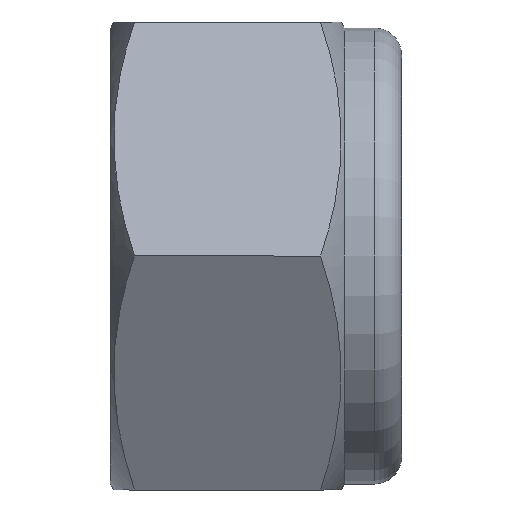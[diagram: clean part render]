
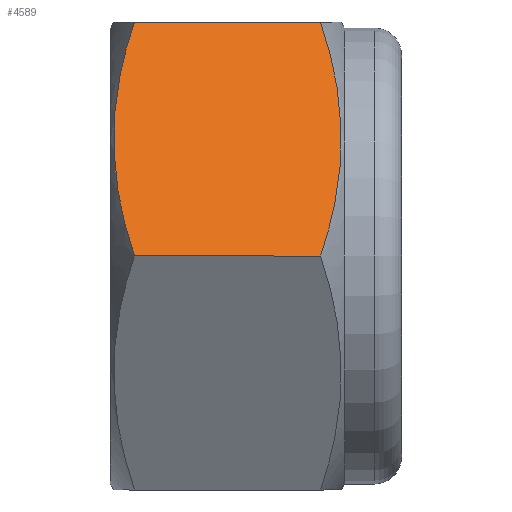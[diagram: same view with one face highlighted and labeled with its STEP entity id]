
A CAD part, left-side view. The second image highlights one B-rep face of the part: STEP entity #4589.
In plain terms, the highlighted planar face has unit normal (-0.866, 0, 0.5).
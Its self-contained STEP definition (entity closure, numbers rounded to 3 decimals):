
#29 = EDGE_CURVE ( 'NONE', #4766, #838, #5181, .T. ) ;
#118 = ORIENTED_EDGE ( 'NONE', *, *, #3352, .F. ) ;
#265 = B_SPLINE_CURVE_WITH_KNOTS ( 'NONE', 3,
 ( #2449, #4122, #4954, #749, #4038, #2419, #4094, #2392 ),
 .UNSPECIFIED., .F., .F.,
 ( 4, 2, 2, 4 ),
 ( 0., 0.002, 0.003, 0.005 ),
 .UNSPECIFIED. ) ;
#349 = CARTESIAN_POINT ( 'NONE',  ( -4.503, -1.55, 0. ) ) ;
#378 = CARTESIAN_POINT ( 'NONE',  ( -3.567, -1.896, 1.622 ) ) ;
#513 = CARTESIAN_POINT ( 'NONE',  ( -4.503, 1.95, 0. ) ) ;
#749 = CARTESIAN_POINT ( 'NONE',  ( -3.188, 1.896, 2.278 ) ) ;
#788 = CARTESIAN_POINT ( 'NONE',  ( -2.252, -1.55, 3.9 ) ) ;
#815 = CARTESIAN_POINT ( 'NONE',  ( -3.758, -1.864, 1.291 ) ) ;
#838 = VERTEX_POINT ( 'NONE', #3909 ) ;
#894 = CARTESIAN_POINT ( 'NONE',  ( -4.134, -1.746, 0.64 ) ) ;
#916 = FACE_OUTER_BOUND ( 'NONE', #3767, .T. ) ;
#946 = DIRECTION ( 'NONE',  ( 0.866, 0., -0.5 ) ) ;
#1058 = CARTESIAN_POINT ( 'NONE',  ( -4.503, 1.55, 0. ) ) ;
#1202 = CARTESIAN_POINT ( 'NONE',  ( -4.503, 1.95, 0. ) ) ;
#1275 = CARTESIAN_POINT ( 'NONE',  ( -2.619, -1.769, 3.264 ) ) ;
#1623 = VERTEX_POINT ( 'NONE', #1058 ) ;
#1635 = VECTOR ( 'NONE', #3778, 1000. ) ;
#1930 = VECTOR ( 'NONE', #4463, 1000. ) ;
#1998 = LINE ( 'NONE', #1202, #1635 ) ;
#2045 = VERTEX_POINT ( 'NONE', #4268 ) ;
#2112 = ORIENTED_EDGE ( 'NONE', *, *, #29, .F. ) ;
#2294 = EDGE_CURVE ( 'NONE', #2045, #4766, #2374, .T. ) ;
#2295 = ORIENTED_EDGE ( 'NONE', *, *, #3827, .T. ) ;
#2374 = LINE ( 'NONE', #2808, #1930 ) ;
#2392 = CARTESIAN_POINT ( 'NONE',  ( -2.252, 1.55, 3.9 ) ) ;
#2419 = CARTESIAN_POINT ( 'NONE',  ( -2.621, 1.746, 3.26 ) ) ;
#2449 = CARTESIAN_POINT ( 'NONE',  ( -4.503, 1.55, 0. ) ) ;
#2463 = PLANE ( 'NONE',  #3826 ) ;
#2808 = CARTESIAN_POINT ( 'NONE',  ( -2.252, 1.95, 3.9 ) ) ;
#2869 = DIRECTION ( 'NONE',  ( -0.5, 0., -0.866 ) ) ;
#3266 = CARTESIAN_POINT ( 'NONE',  ( -2.993, -1.895, 2.616 ) ) ;
#3352 = EDGE_CURVE ( 'NONE', #1623, #2045, #265, .T. ) ;
#3767 = EDGE_LOOP ( 'NONE', ( #2112, #4276, #118, #2295 ) ) ;
#3778 = DIRECTION ( 'NONE',  ( 0., -1., 0. ) ) ;
#3826 = AXIS2_PLACEMENT_3D ( 'NONE', #513, #946, #2869 ) ;
#3827 = EDGE_CURVE ( 'NONE', #1623, #838, #1998, .T. ) ;
#3909 = CARTESIAN_POINT ( 'NONE',  ( -4.503, -1.55, 0. ) ) ;
#4038 = CARTESIAN_POINT ( 'NONE',  ( -2.997, 1.864, 2.609 ) ) ;
#4094 = CARTESIAN_POINT ( 'NONE',  ( -2.435, 1.659, 3.582 ) ) ;
#4098 = CARTESIAN_POINT ( 'NONE',  ( -2.252, -1.55, 3.9 ) ) ;
#4122 = CARTESIAN_POINT ( 'NONE',  ( -4.136, 1.769, 0.636 ) ) ;
#4268 = CARTESIAN_POINT ( 'NONE',  ( -2.252, 1.55, 3.9 ) ) ;
#4276 = ORIENTED_EDGE ( 'NONE', *, *, #2294, .F. ) ;
#4463 = DIRECTION ( 'NONE',  ( 0., -1., 0. ) ) ;
#4589 = ADVANCED_FACE ( 'NONE', ( #916 ), #2463, .F. ) ;
#4766 = VERTEX_POINT ( 'NONE', #4098 ) ;
#4954 = CARTESIAN_POINT ( 'NONE',  ( -3.762, 1.895, 1.284 ) ) ;
#4993 = CARTESIAN_POINT ( 'NONE',  ( -4.32, -1.659, 0.318 ) ) ;
#5181 = B_SPLINE_CURVE_WITH_KNOTS ( 'NONE', 3,
 ( #788, #1275, #3266, #378, #815, #894, #4993, #349 ),
 .UNSPECIFIED., .F., .F.,
 ( 4, 2, 2, 4 ),
 ( 0., 0.002, 0.003, 0.005 ),
 .UNSPECIFIED. ) ;
